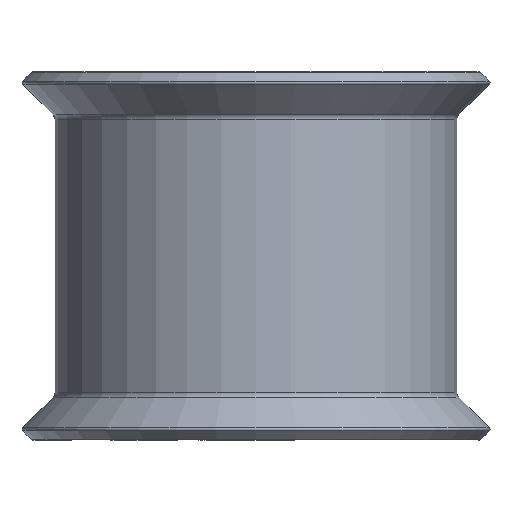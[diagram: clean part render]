
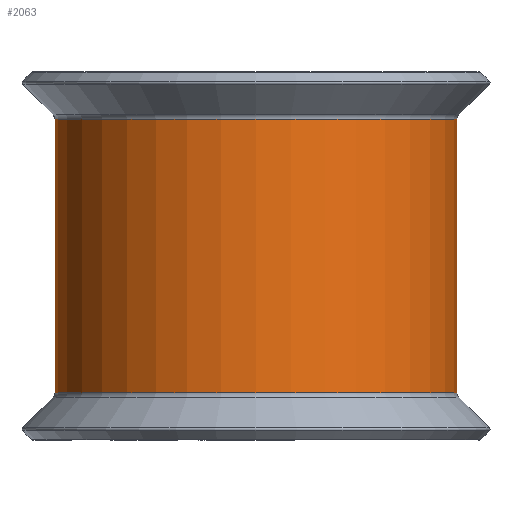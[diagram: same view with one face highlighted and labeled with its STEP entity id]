
A CAD part, front view. The second image highlights one B-rep face of the part: STEP entity #2063.
In plain terms, the highlighted cylindrical face has radius 7.772 mm (diameter 15.545 mm), a partial arc.
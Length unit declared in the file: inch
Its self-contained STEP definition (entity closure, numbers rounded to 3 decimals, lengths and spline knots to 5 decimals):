
#26 = VECTOR ( 'NONE', #2033, 39.37008 ) ;
#169 = LINE ( 'NONE', #961, #2761 ) ;
#192 = DIRECTION ( 'NONE',  ( -1., 0., 0. ) ) ;
#318 = CARTESIAN_POINT ( 'NONE',  ( 0.281, -0.382, 0.281 ) ) ;
#359 = EDGE_LOOP ( 'NONE', ( #951, #3166, #477, #411 ) ) ;
#411 = ORIENTED_EDGE ( 'NONE', *, *, #1153, .T. ) ;
#475 = DIRECTION ( 'NONE',  ( -1., 0., 0. ) ) ;
#477 = ORIENTED_EDGE ( 'NONE', *, *, #2838, .F. ) ;
#503 = AXIS2_PLACEMENT_3D ( 'NONE', #3108, #1665, #192 ) ;
#562 = CARTESIAN_POINT ( 'NONE',  ( 0.281, -0.382, 0.20822 ) ) ;
#576 = LINE ( 'NONE', #318, #26 ) ;
#866 = CARTESIAN_POINT ( 'NONE',  ( 0.281, -0.688, -0.20822 ) ) ;
#951 = ORIENTED_EDGE ( 'NONE', *, *, #2702, .T. ) ;
#961 = CARTESIAN_POINT ( 'NONE',  ( -0.025, -0.688, 0.281 ) ) ;
#963 = CARTESIAN_POINT ( 'NONE',  ( -0.025, -0.688, -0.20822 ) ) ;
#1117 = DIRECTION ( 'NONE',  ( -1., 0., 0. ) ) ;
#1153 = EDGE_CURVE ( 'NONE', #2865, #1180, #2705, .T. ) ;
#1180 = VERTEX_POINT ( 'NONE', #1895 ) ;
#1219 = DIRECTION ( 'NONE',  ( 0., 0., -1. ) ) ;
#1374 = EDGE_CURVE ( 'NONE', #1426, #2658, #2303, .T. ) ;
#1385 = AXIS2_PLACEMENT_3D ( 'NONE', #2932, #1219, #475 ) ;
#1426 = VERTEX_POINT ( 'NONE', #2324 ) ;
#1460 = DIRECTION ( 'NONE',  ( 0., 0., -1. ) ) ;
#1486 = FACE_OUTER_BOUND ( 'NONE', #359, .T. ) ;
#1665 = DIRECTION ( 'NONE',  ( 0., 0., -1. ) ) ;
#1895 = CARTESIAN_POINT ( 'NONE',  ( -0.025, -0.688, 0.20822 ) ) ;
#1978 = AXIS2_PLACEMENT_3D ( 'NONE', #866, #2559, #1117 ) ;
#2033 = DIRECTION ( 'NONE',  ( 0., 0., -1. ) ) ;
#2041 = CYLINDRICAL_SURFACE ( 'NONE', #1385, 0.306 ) ;
#2063 = ADVANCED_FACE ( 'NONE', ( #1486 ), #2041, .T. ) ;
#2303 = CIRCLE ( 'NONE', #1978, 0.306 ) ;
#2324 = CARTESIAN_POINT ( 'NONE',  ( 0.281, -0.382, -0.20822 ) ) ;
#2559 = DIRECTION ( 'NONE',  ( 0., 0., -1. ) ) ;
#2658 = VERTEX_POINT ( 'NONE', #963 ) ;
#2702 = EDGE_CURVE ( 'NONE', #1180, #2658, #169, .T. ) ;
#2705 = CIRCLE ( 'NONE', #503, 0.306 ) ;
#2761 = VECTOR ( 'NONE', #1460, 39.37008 ) ;
#2838 = EDGE_CURVE ( 'NONE', #2865, #1426, #576, .T. ) ;
#2865 = VERTEX_POINT ( 'NONE', #562 ) ;
#2932 = CARTESIAN_POINT ( 'NONE',  ( 0.281, -0.688, 0.281 ) ) ;
#3108 = CARTESIAN_POINT ( 'NONE',  ( 0.281, -0.688, 0.20822 ) ) ;
#3166 = ORIENTED_EDGE ( 'NONE', *, *, #1374, .F. ) ;
